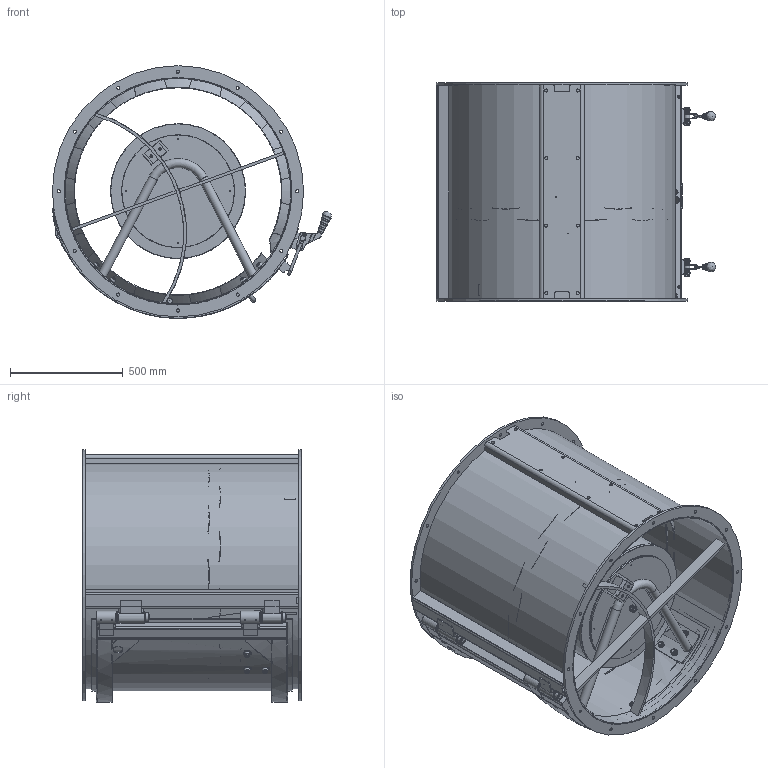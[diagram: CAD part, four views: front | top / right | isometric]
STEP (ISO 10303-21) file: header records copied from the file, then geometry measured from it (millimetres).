
FILE_DESCRIPTION(/* description */ (''),/* implementation_level */ '2;1');
FILE_NAME(/* name */ 'SPPF000067.stp',/* time_stamp */ '2018-07-26T09:19:26+02:00',/* author */ ('pw'),/* organization */ (''),/* preprocessor_version */ 'ST-DEVELOPER v16.5',/* originating_system */ 'Autodesk Inventor 2017',/* authorisation */ '');
FILE_SCHEMA (('AUTOMOTIVE_DESIGN { 1 0 10303 214 3 1 1 }'));
Products named in the file (1): SPPF000067
Bounding box: 1240.65 x 970 x 1122.74 mm (x, y, z)
Volume: 22563010.3 mm3; surface area: 14088722.2 mm2
Topology: 61 solids, 64 shells, 2161 faces, 5437 edges, 3431 vertices
Faces by surface type: plane 1106, cylinder 561, cone 257, bspline 160, torus 65, sphere 12
Full cylindrical faces by diameter (mm): 2 x8, 2.459 x2, 3.242 x2, 4.917 x6, 5.459 x4, 6 x2, 6.5 x2, 6.6 x6, 6.647 x7, 8 x4, 11.053 x1, 11.459 x1, 12 x15, 12.5 x4, 13 x4, 13.5 x8, 13.835 x3, 14 x24, 16 x12, 17 x10, 17.2 x1, 18 x4, 19 x6, 20 x9, 20.5 x1, 22.5 x1, 24 x7, 24.9 x6, 25 x12, 28 x2
Entity records: 87747 total; most frequent: CARTESIAN_POINT 37797, ORIENTED_EDGE 9786, DIRECTION 9434, EDGE_CURVE 4843, AXIS2_PLACEMENT_3D 3542, VERTEX_POINT 3258, EDGE_LOOP 2901, LINE 2350
